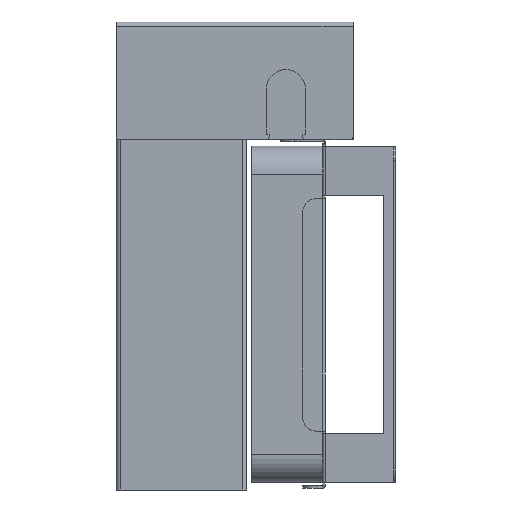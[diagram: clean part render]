
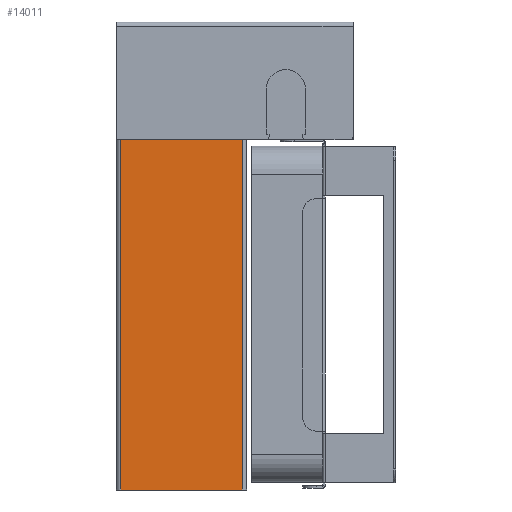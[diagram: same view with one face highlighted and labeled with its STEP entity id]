
A CAD part, left-side view. The second image highlights one B-rep face of the part: STEP entity #14011.
In plain terms, the highlighted face is planar.
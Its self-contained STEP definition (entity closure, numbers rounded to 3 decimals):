
#5217=DIRECTION('',(0.,0.,1.));
#5218=VECTOR('',#5217,43.3);
#5219=CARTESIAN_POINT('',(125.,0.,-44.1));
#5220=LINE('',#5219,#5218);
#5221=DIRECTION('',(0.,0.,-1.));
#5222=VECTOR('',#5221,43.3);
#5223=CARTESIAN_POINT('',(125.,125.,-0.8));
#5224=LINE('',#5223,#5222);
#5225=DIRECTION('',(0.,-1.,0.));
#5226=VECTOR('',#5225,125.);
#5227=CARTESIAN_POINT('',(125.,125.,-0.8));
#5228=LINE('',#5227,#5226);
#7441=DIRECTION('',(0.,1.,0.));
#7442=VECTOR('',#7441,125.);
#7443=CARTESIAN_POINT('',(125.,0.,-44.1));
#7444=LINE('',#7443,#7442);
#10981=CARTESIAN_POINT('',(125.,0.,-44.1));
#10982=CARTESIAN_POINT('',(125.,0.,-0.8));
#10983=VERTEX_POINT('',#10981);
#10984=VERTEX_POINT('',#10982);
#10985=CARTESIAN_POINT('',(125.,125.,-0.8));
#10986=VERTEX_POINT('',#10985);
#10987=CARTESIAN_POINT('',(125.,125.,-44.1));
#10988=VERTEX_POINT('',#10987);
#13997=CARTESIAN_POINT('',(125.,0.,0.8));
#13998=DIRECTION('',(1.,0.,0.));
#13999=DIRECTION('',(0.,-1.,0.));
#14000=AXIS2_PLACEMENT_3D('',#13997,#13998,#13999);
#14001=PLANE('',#14000);
#14002=ORIENTED_EDGE('',*,*,#13987,.T.);
#14004=ORIENTED_EDGE('',*,*,#14003,.F.);
#14006=ORIENTED_EDGE('',*,*,#14005,.T.);
#14008=ORIENTED_EDGE('',*,*,#14007,.F.);
#14009=EDGE_LOOP('',(#14002,#14004,#14006,#14008));
#14010=FACE_OUTER_BOUND('',#14009,.F.);
#14011=ADVANCED_FACE('',(#14010),#14001,.T.);
#13987=EDGE_CURVE('',#10983,#10984,#5220,.T.);
#14003=EDGE_CURVE('',#10986,#10984,#5228,.T.);
#14005=EDGE_CURVE('',#10986,#10988,#5224,.T.);
#14007=EDGE_CURVE('',#10983,#10988,#7444,.T.);
